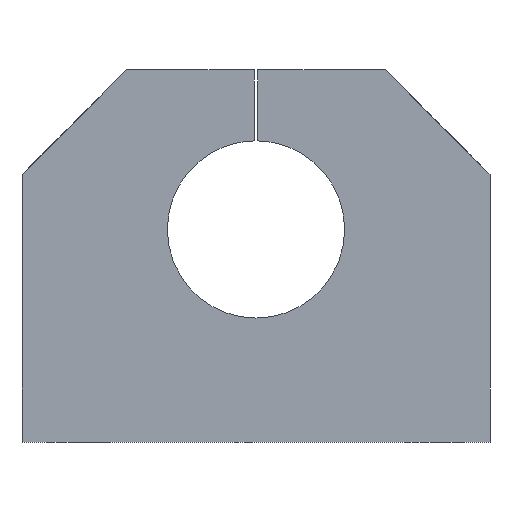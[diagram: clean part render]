
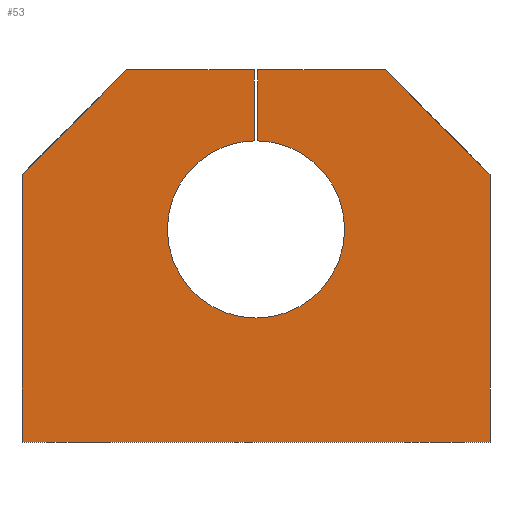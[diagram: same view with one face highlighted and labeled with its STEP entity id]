
A CAD part, front view. The second image highlights one B-rep face of the part: STEP entity #53.
In plain terms, the highlighted planar face has unit normal (0, -1, 0).
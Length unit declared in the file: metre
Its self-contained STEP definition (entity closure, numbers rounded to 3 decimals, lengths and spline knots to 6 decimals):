
#53 = ADVANCED_FACE( '', ( #128 ), #129, .F. );
#128 = FACE_OUTER_BOUND( '', #237, .T. );
#129 = PLANE( '', #238 );
#237 = EDGE_LOOP( '', ( #340, #341, #342, #343, #344, #345, #346, #347, #348, #349 ) );
#238 = AXIS2_PLACEMENT_3D( '', #350, #351, #352 );
#340 = ORIENTED_EDGE( '', *, *, #576, .T. );
#341 = ORIENTED_EDGE( '', *, *, #577, .F. );
#342 = ORIENTED_EDGE( '', *, *, #578, .F. );
#343 = ORIENTED_EDGE( '', *, *, #579, .F. );
#344 = ORIENTED_EDGE( '', *, *, #580, .F. );
#345 = ORIENTED_EDGE( '', *, *, #581, .F. );
#346 = ORIENTED_EDGE( '', *, *, #582, .F. );
#347 = ORIENTED_EDGE( '', *, *, #583, .F. );
#348 = ORIENTED_EDGE( '', *, *, #584, .T. );
#349 = ORIENTED_EDGE( '', *, *, #585, .T. );
#350 = CARTESIAN_POINT( '', ( -0.066, -0.029, 0. ) );
#351 = DIRECTION( '', ( 0., 1., 0. ) );
#352 = DIRECTION( '', ( 0., 0., 1. ) );
#576 = EDGE_CURVE( '', #665, #666, #667, .T. );
#577 = EDGE_CURVE( '', #668, #666, #669, .T. );
#578 = EDGE_CURVE( '', #670, #668, #671, .T. );
#579 = EDGE_CURVE( '', #672, #670, #673, .T. );
#580 = EDGE_CURVE( '', #674, #672, #675, .T. );
#581 = EDGE_CURVE( '', #676, #674, #677, .T. );
#582 = EDGE_CURVE( '', #678, #676, #679, .T. );
#583 = EDGE_CURVE( '', #680, #678, #681, .T. );
#584 = EDGE_CURVE( '', #680, #682, #683, .T. );
#585 = EDGE_CURVE( '', #682, #665, #684, .T. );
#665 = VERTEX_POINT( '', #798 );
#666 = VERTEX_POINT( '', #799 );
#667 = LINE( '', #800, #801 );
#668 = VERTEX_POINT( '', #802 );
#669 = LINE( '', #803, #804 );
#670 = VERTEX_POINT( '', #805 );
#671 = LINE( '', #806, #807 );
#672 = VERTEX_POINT( '', #808 );
#673 = LINE( '', #809, #810 );
#674 = VERTEX_POINT( '', #811 );
#675 = LINE( '', #812, #813 );
#676 = VERTEX_POINT( '', #814 );
#677 = LINE( '', #815, #816 );
#678 = VERTEX_POINT( '', #817 );
#679 = LINE( '', #818, #819 );
#680 = VERTEX_POINT( '', #820 );
#681 = LINE( '', #821, #822 );
#682 = VERTEX_POINT( '', #823 );
#683 = LINE( '', #824, #825 );
#684 = CIRCLE( '', #826, 0.025 );
#798 = CARTESIAN_POINT( '', ( -0.0005, -0.029, 0.084995 ) );
#799 = CARTESIAN_POINT( '', ( -0.0005, -0.029, 0.105 ) );
#800 = CARTESIAN_POINT( '', ( -0.0005, -0.029, 0.06 ) );
#801 = VECTOR( '', #1067, 1. );
#802 = CARTESIAN_POINT( '', ( -0.0365, -0.029, 0.105 ) );
#803 = CARTESIAN_POINT( '', ( -0.0365, -0.029, 0.105 ) );
#804 = VECTOR( '', #1068, 1. );
#805 = CARTESIAN_POINT( '', ( -0.066, -0.029, 0.0755 ) );
#806 = CARTESIAN_POINT( '', ( -0.066, -0.029, 0.0755 ) );
#807 = VECTOR( '', #1069, 1. );
#808 = CARTESIAN_POINT( '', ( -0.066, -0.029, 0. ) );
#809 = CARTESIAN_POINT( '', ( -0.066, -0.029, 0. ) );
#810 = VECTOR( '', #1070, 1. );
#811 = CARTESIAN_POINT( '', ( 0.066, -0.029, 0. ) );
#812 = CARTESIAN_POINT( '', ( 0.066, -0.029, 0. ) );
#813 = VECTOR( '', #1071, 1. );
#814 = CARTESIAN_POINT( '', ( 0.066, -0.029, 0.0755 ) );
#815 = CARTESIAN_POINT( '', ( 0.066, -0.029, 0.0755 ) );
#816 = VECTOR( '', #1072, 1. );
#817 = CARTESIAN_POINT( '', ( 0.0365, -0.029, 0.105 ) );
#818 = CARTESIAN_POINT( '', ( 0.0365, -0.029, 0.105 ) );
#819 = VECTOR( '', #1073, 1. );
#820 = CARTESIAN_POINT( '', ( 0.0005, -0.029, 0.105 ) );
#821 = CARTESIAN_POINT( '', ( -0.0365, -0.029, 0.105 ) );
#822 = VECTOR( '', #1074, 1. );
#823 = CARTESIAN_POINT( '', ( 0.0005, -0.029, 0.084995 ) );
#824 = CARTESIAN_POINT( '', ( 0.0005, -0.029, 0.105 ) );
#825 = VECTOR( '', #1075, 1. );
#826 = AXIS2_PLACEMENT_3D( '', #1076, #1077, #1078 );
#1067 = DIRECTION( '', ( 0., 0., 1. ) );
#1068 = DIRECTION( '', ( 1., 0., 0. ) );
#1069 = DIRECTION( '', ( 0.707, 0., 0.707 ) );
#1070 = DIRECTION( '', ( 0., 0., 1. ) );
#1071 = DIRECTION( '', ( -1., 0., 0. ) );
#1072 = DIRECTION( '', ( 0., 0., -1. ) );
#1073 = DIRECTION( '', ( 0.707, 0., -0.707 ) );
#1074 = DIRECTION( '', ( 1., 0., 0. ) );
#1075 = DIRECTION( '', ( 0., 0., -1. ) );
#1076 = CARTESIAN_POINT( '', ( 0., -0.029, 0.06 ) );
#1077 = DIRECTION( '', ( 0., 1., 0. ) );
#1078 = DIRECTION( '', ( 1., 0., 0. ) );
